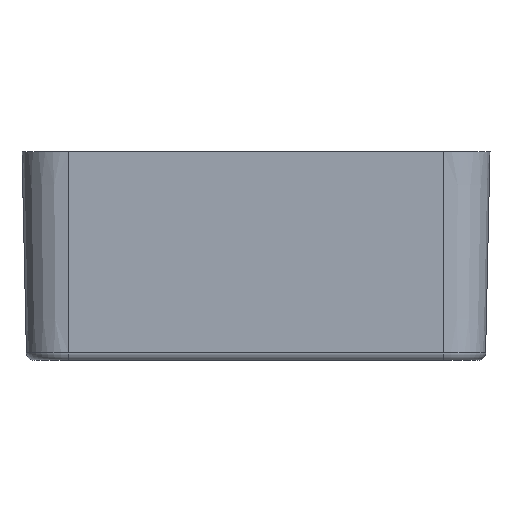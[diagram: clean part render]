
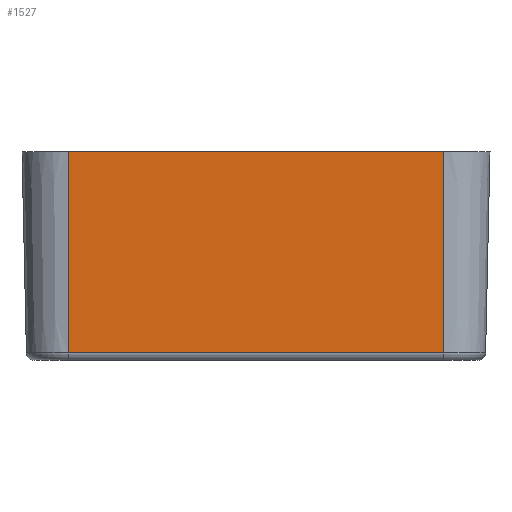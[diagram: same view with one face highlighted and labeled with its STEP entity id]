
A CAD part, left-side view. The second image highlights one B-rep face of the part: STEP entity #1527.
In plain terms, the highlighted planar face has unit normal (-1, 0, -0.022).
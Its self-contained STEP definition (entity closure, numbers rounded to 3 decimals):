
#440 = VERTEX_POINT('',#441);
#441 = CARTESIAN_POINT('',(-56.2,24.25,0.));
#448 = EDGE_CURVE('',#440,#449,#451,.T.);
#449 = VERTEX_POINT('',#450);
#450 = CARTESIAN_POINT('',(-56.2,-24.25,0.));
#451 = LINE('',#452,#453);
#452 = CARTESIAN_POINT('',(-56.2,24.25,0.));
#453 = VECTOR('',#454,1.);
#454 = DIRECTION('',(0.,-1.,0.));
#1500 = VERTEX_POINT('',#1501);
#1501 = CARTESIAN_POINT('',(-55.632,24.25,-26.022));
#1510 = EDGE_CURVE('',#440,#1500,#1511,.T.);
#1511 = LINE('',#1512,#1513);
#1512 = CARTESIAN_POINT('',(-56.2,24.25,0.));
#1513 = VECTOR('',#1514,1.);
#1514 = DIRECTION('',(0.022,0.,-1.));
#1527 = ADVANCED_FACE('',(#1528),#1546,.T.);
#1528 = FACE_BOUND('',#1529,.T.);
#1529 = EDGE_LOOP('',(#1530,#1538,#1544,#1545));
#1530 = ORIENTED_EDGE('',*,*,#1531,.F.);
#1531 = EDGE_CURVE('',#1532,#1500,#1534,.T.);
#1532 = VERTEX_POINT('',#1533);
#1533 = CARTESIAN_POINT('',(-55.632,-24.25,-26.022));
#1534 = LINE('',#1535,#1536);
#1535 = CARTESIAN_POINT('',(-55.632,12.125,-26.022));
#1536 = VECTOR('',#1537,1.);
#1537 = DIRECTION('',(0.,1.,0.));
#1538 = ORIENTED_EDGE('',*,*,#1539,.F.);
#1539 = EDGE_CURVE('',#449,#1532,#1540,.T.);
#1540 = LINE('',#1541,#1542);
#1541 = CARTESIAN_POINT('',(-56.2,-24.25,0.));
#1542 = VECTOR('',#1543,1.);
#1543 = DIRECTION('',(0.022,0.,-1.));
#1544 = ORIENTED_EDGE('',*,*,#448,.F.);
#1545 = ORIENTED_EDGE('',*,*,#1510,.T.);
#1546 = PLANE('',#1547);
#1547 = AXIS2_PLACEMENT_3D('',#1548,#1549,#1550);
#1548 = CARTESIAN_POINT('',(-56.2,24.25,0.));
#1549 = DIRECTION('',(-1.,0.,-0.022));
#1550 = DIRECTION('',(0.,1.,0.));
